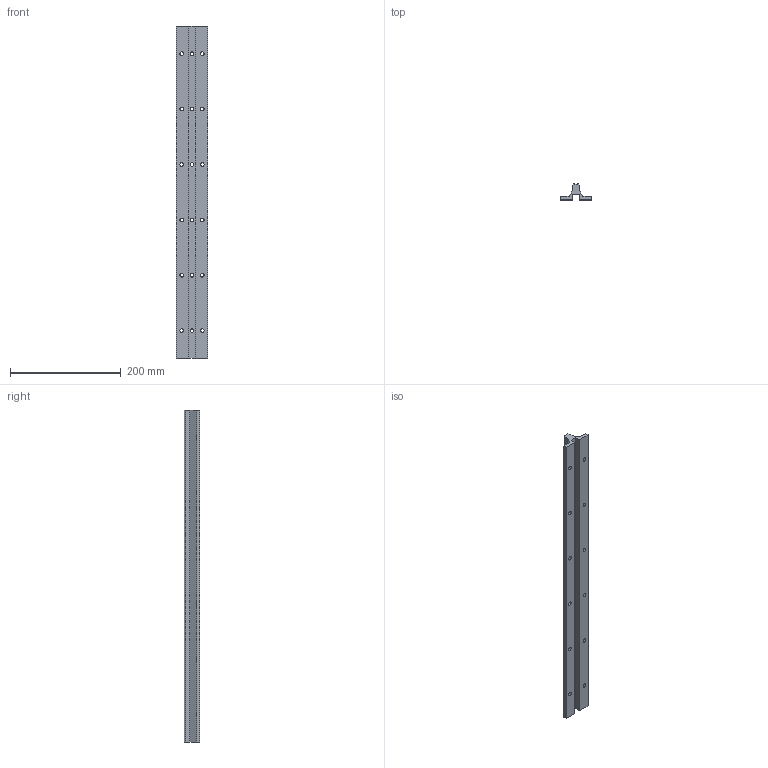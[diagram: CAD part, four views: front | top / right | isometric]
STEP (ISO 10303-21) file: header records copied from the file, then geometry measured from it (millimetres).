
FILE_DESCRIPTION (( 'STEP AP203' ), '1' );
FILE_NAME ('KWS50-20 T1-T2.step', '2020-03-23T07:52:36', ( '' ), ( '' ), 'SwSTEP 2.0', 'SolidWorks 2019', '' );
FILE_SCHEMA (( 'CONFIG_CONTROL_DESIGN' ));
Length unit declared in the file: millimetre
Products named in the file (2): KWS50-20 T1-T2
Bounding box: 56 x 28.78 x 599.5 mm (x, y, z)
Volume: 322101.1 mm3; surface area: 109428.8 mm2
Topology: 1 solids, 1 shells, 55 faces, 165 edges, 106 vertices
Faces by surface type: cylinder 36, plane 19
Entity records: 2090 total; most frequent: CARTESIAN_POINT 364, ORIENTED_EDGE 330, DIRECTION 327, EDGE_CURVE 165, AXIS2_PLACEMENT_3D 117, VERTEX_POINT 106, VECTOR 93, LINE 93
